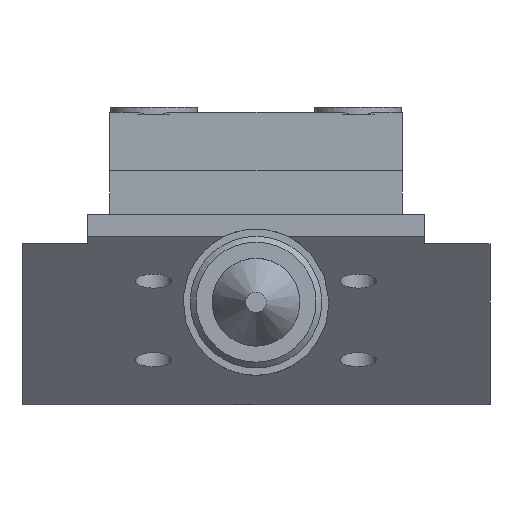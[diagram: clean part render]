
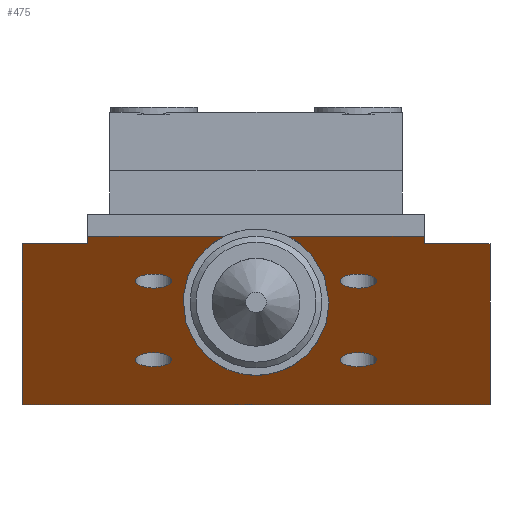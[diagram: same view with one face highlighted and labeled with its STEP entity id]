
A CAD part, left-side view. The second image highlights one B-rep face of the part: STEP entity #475.
In plain terms, the highlighted face is planar.
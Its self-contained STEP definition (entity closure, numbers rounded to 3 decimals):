
#119=ELLIPSE('',#1605,0.669,0.625);
#120=ELLIPSE('',#1606,0.669,0.625);
#121=ELLIPSE('',#1607,0.669,0.625);
#122=ELLIPSE('',#1608,0.669,0.625);
#123=ELLIPSE('',#1609,6.976,2.5);
#201=LINE('',#2266,#300);
#202=LINE('',#2268,#301);
#203=LINE('',#2270,#302);
#204=LINE('',#2272,#303);
#205=LINE('',#2274,#304);
#206=LINE('',#2276,#305);
#207=LINE('',#2278,#306);
#208=LINE('',#2280,#307);
#209=LINE('',#2282,#308);
#300=VECTOR('',#1833,1.);
#301=VECTOR('',#1834,1.);
#302=VECTOR('',#1835,1.);
#303=VECTOR('',#1836,1.);
#304=VECTOR('',#1837,1.);
#305=VECTOR('',#1838,1.);
#306=VECTOR('',#1839,1.);
#307=VECTOR('',#1840,1.);
#308=VECTOR('',#1841,1.);
#475=ADVANCED_FACE('',(#617,#618,#619,#620,#621),#550,.F.);
#550=PLANE('',#1610);
#617=FACE_BOUND('',#720,.T.);
#618=FACE_BOUND('',#721,.T.);
#619=FACE_BOUND('',#722,.T.);
#620=FACE_BOUND('',#723,.T.);
#621=FACE_BOUND('',#724,.T.);
#720=EDGE_LOOP('',(#893));
#721=EDGE_LOOP('',(#894));
#722=EDGE_LOOP('',(#895));
#723=EDGE_LOOP('',(#896));
#724=EDGE_LOOP('',(#897,#898,#899,#900,#901,#902,#903,#904,#905,#906));
#893=ORIENTED_EDGE('',*,*,#1349,.T.);
#894=ORIENTED_EDGE('',*,*,#1350,.T.);
#895=ORIENTED_EDGE('',*,*,#1351,.T.);
#896=ORIENTED_EDGE('',*,*,#1352,.T.);
#897=ORIENTED_EDGE('',*,*,#1353,.F.);
#898=ORIENTED_EDGE('',*,*,#1354,.T.);
#899=ORIENTED_EDGE('',*,*,#1355,.F.);
#900=ORIENTED_EDGE('',*,*,#1356,.F.);
#901=ORIENTED_EDGE('',*,*,#1357,.T.);
#902=ORIENTED_EDGE('',*,*,#1358,.F.);
#903=ORIENTED_EDGE('',*,*,#1359,.F.);
#904=ORIENTED_EDGE('',*,*,#1360,.F.);
#905=ORIENTED_EDGE('',*,*,#1361,.F.);
#906=ORIENTED_EDGE('',*,*,#1362,.T.);
#1211=VERTEX_POINT('',#2256);
#1212=VERTEX_POINT('',#2258);
#1213=VERTEX_POINT('',#2260);
#1214=VERTEX_POINT('',#2262);
#1215=VERTEX_POINT('',#2264);
#1216=VERTEX_POINT('',#2265);
#1217=VERTEX_POINT('',#2267);
#1218=VERTEX_POINT('',#2269);
#1219=VERTEX_POINT('',#2271);
#1220=VERTEX_POINT('',#2273);
#1221=VERTEX_POINT('',#2275);
#1222=VERTEX_POINT('',#2277);
#1223=VERTEX_POINT('',#2279);
#1224=VERTEX_POINT('',#2281);
#1349=EDGE_CURVE('',#1211,#1211,#119,.T.);
#1350=EDGE_CURVE('',#1212,#1212,#120,.T.);
#1351=EDGE_CURVE('',#1213,#1213,#121,.T.);
#1352=EDGE_CURVE('',#1214,#1214,#122,.T.);
#1353=EDGE_CURVE('',#1215,#1216,#123,.T.);
#1354=EDGE_CURVE('',#1215,#1217,#201,.T.);
#1355=EDGE_CURVE('',#1218,#1217,#202,.T.);
#1356=EDGE_CURVE('',#1219,#1218,#203,.T.);
#1357=EDGE_CURVE('',#1219,#1220,#204,.T.);
#1358=EDGE_CURVE('',#1221,#1220,#205,.T.);
#1359=EDGE_CURVE('',#1222,#1221,#206,.T.);
#1360=EDGE_CURVE('',#1223,#1222,#207,.T.);
#1361=EDGE_CURVE('',#1224,#1223,#208,.T.);
#1362=EDGE_CURVE('',#1224,#1216,#209,.T.);
#1605=AXIS2_PLACEMENT_3D('',#2255,#1823,#1824);
#1606=AXIS2_PLACEMENT_3D('',#2257,#1825,#1826);
#1607=AXIS2_PLACEMENT_3D('',#2259,#1827,#1828);
#1608=AXIS2_PLACEMENT_3D('',#2261,#1829,#1830);
#1609=AXIS2_PLACEMENT_3D('',#2263,#1831,#1832);
#1610=AXIS2_PLACEMENT_3D('',#2283,#1842,#1843);
#1823=DIRECTION('',(0.,0.358,0.934));
#1824=DIRECTION('',(0.,0.934,-0.358));
#1825=DIRECTION('',(0.,0.358,0.934));
#1826=DIRECTION('',(0.,0.934,-0.358));
#1827=DIRECTION('',(0.,0.358,0.934));
#1828=DIRECTION('',(0.,0.934,-0.358));
#1829=DIRECTION('',(0.,0.358,0.934));
#1830=DIRECTION('',(0.,0.934,-0.358));
#1831=DIRECTION('',(0.,-0.358,-0.934));
#1832=DIRECTION('',(0.,0.934,-0.358));
#1833=DIRECTION('',(-1.,0.,0.));
#1834=DIRECTION('',(0.,-0.934,0.358));
#1835=DIRECTION('',(1.,0.,0.));
#1836=DIRECTION('',(0.,0.934,-0.358));
#1837=DIRECTION('',(-1.,0.,0.));
#1838=DIRECTION('',(0.,0.934,-0.358));
#1839=DIRECTION('',(1.,0.,0.));
#1840=DIRECTION('',(0.,0.934,-0.358));
#1841=DIRECTION('',(-1.,0.,0.));
#1842=DIRECTION('',(0.,0.358,0.934));
#1843=DIRECTION('',(0.,0.934,-0.358));
#2255=CARTESIAN_POINT('',(3.5,-4.,-4.965));
#2256=CARTESIAN_POINT('',(3.5,-3.375,-5.204));
#2257=CARTESIAN_POINT('',(3.5,-11.,-2.277));
#2258=CARTESIAN_POINT('',(3.5,-10.375,-2.517));
#2259=CARTESIAN_POINT('',(-3.5,-4.,-4.965));
#2260=CARTESIAN_POINT('',(-3.5,-3.375,-5.204));
#2261=CARTESIAN_POINT('',(-3.5,-11.,-2.277));
#2262=CARTESIAN_POINT('',(-3.5,-10.375,-2.517));
#2263=CARTESIAN_POINT('',(0.,-9.118,-3.));
#2264=CARTESIAN_POINT('',(-1.073,-15.,-0.742));
#2265=CARTESIAN_POINT('',(1.073,-15.,-0.742));
#2266=CARTESIAN_POINT('',(8.,-15.,-0.742));
#2267=CARTESIAN_POINT('',(-5.75,-15.,-0.742));
#2268=CARTESIAN_POINT('',(-5.75,-15.,-0.742));
#2269=CARTESIAN_POINT('',(-5.75,-14.328,-1.));
#2270=CARTESIAN_POINT('',(8.,-14.328,-1.));
#2271=CARTESIAN_POINT('',(-8.,-14.328,-1.));
#2272=CARTESIAN_POINT('',(-8.,-15.,-0.742));
#2273=CARTESIAN_POINT('',(-8.,0.,-6.5));
#2274=CARTESIAN_POINT('',(8.,0.,-6.5));
#2275=CARTESIAN_POINT('',(8.,0.,-6.5));
#2276=CARTESIAN_POINT('',(8.,-15.,-0.742));
#2277=CARTESIAN_POINT('',(8.,-14.328,-1.));
#2278=CARTESIAN_POINT('',(8.,-14.328,-1.));
#2279=CARTESIAN_POINT('',(5.75,-14.328,-1.));
#2280=CARTESIAN_POINT('',(5.75,-15.,-0.742));
#2281=CARTESIAN_POINT('',(5.75,-15.,-0.742));
#2282=CARTESIAN_POINT('',(8.,-15.,-0.742));
#2283=CARTESIAN_POINT('',(8.,-15.,-0.742));
